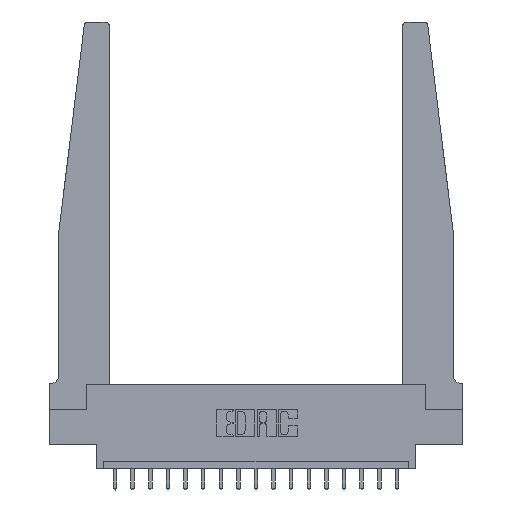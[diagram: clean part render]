
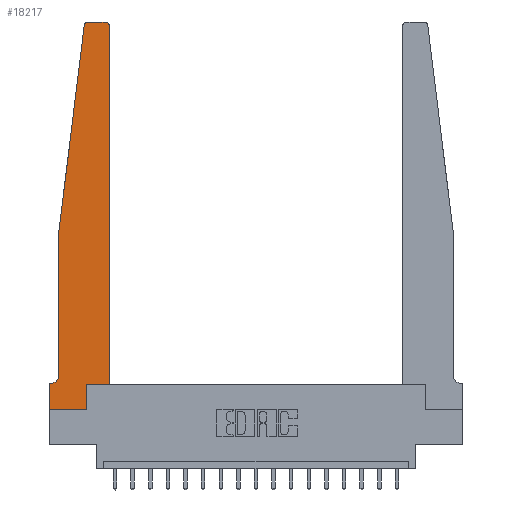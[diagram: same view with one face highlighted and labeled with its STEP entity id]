
A CAD part, top view. The second image highlights one B-rep face of the part: STEP entity #18217.
In plain terms, the highlighted planar face has unit normal (0, 0, 1).
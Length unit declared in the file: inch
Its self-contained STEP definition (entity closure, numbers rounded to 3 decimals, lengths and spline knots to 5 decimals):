
#55 = LINE ( 'NONE', #10130, #14278 ) ;
#363 = CARTESIAN_POINT ( 'NONE',  ( 0., 0.1875, 0.37 ) ) ;
#701 = EDGE_CURVE ( 'NONE', #6285, #15140, #55, .T. ) ;
#721 = CARTESIAN_POINT ( 'NONE',  ( 0., 0., 0.37 ) ) ;
#752 = DIRECTION ( 'NONE',  ( 0., 1., 0. ) ) ;
#954 = CARTESIAN_POINT ( 'NONE',  ( 0.2605, 0.18, 0.37 ) ) ;
#1098 = EDGE_CURVE ( 'NONE', #11949, #13150, #15849, .T. ) ;
#1282 = AXIS2_PLACEMENT_3D ( 'NONE', #15874, #2521, #4168 ) ;
#1327 = ORIENTED_EDGE ( 'NONE', *, *, #701, .T. ) ;
#1523 = LINE ( 'NONE', #16156, #16197 ) ;
#2129 = ORIENTED_EDGE ( 'NONE', *, *, #16443, .T. ) ;
#2388 = EDGE_CURVE ( 'NONE', #4338, #11162, #19150, .T. ) ;
#2461 = LINE ( 'NONE', #17172, #9158 ) ;
#2521 = DIRECTION ( 'NONE',  ( 0., 0., 1. ) ) ;
#2608 = PLANE ( 'NONE',  #1282 ) ;
#2712 = VECTOR ( 'NONE', #752, 39.37008 ) ;
#2726 = VECTOR ( 'NONE', #7563, 39.37008 ) ;
#2847 = EDGE_CURVE ( 'NONE', #13150, #11773, #8377, .T. ) ;
#2954 = DIRECTION ( 'NONE',  ( 0., 0., 1. ) ) ;
#3673 = DIRECTION ( 'NONE',  ( 0., 0., 1. ) ) ;
#3980 = CARTESIAN_POINT ( 'NONE',  ( 0.425, 0.18, 0.37 ) ) ;
#4168 = DIRECTION ( 'NONE',  ( 1., 0., 0. ) ) ;
#4338 = VERTEX_POINT ( 'NONE', #15365 ) ;
#4513 = CARTESIAN_POINT ( 'NONE',  ( 0.395, 2.72, 0.37 ) ) ;
#4717 = VECTOR ( 'NONE', #13504, 39.37008 ) ;
#4774 = VECTOR ( 'NONE', #17957, 39.37008 ) ;
#4903 = LINE ( 'NONE', #7627, #4774 ) ;
#4919 = DIRECTION ( 'NONE',  ( 0., 0., -1. ) ) ;
#4960 = CARTESIAN_POINT ( 'NONE',  ( 0.395, 2.75, 0.37 ) ) ;
#5167 = CARTESIAN_POINT ( 'NONE',  ( 0.2605, 0.18, 0.37 ) ) ;
#5184 = EDGE_CURVE ( 'NONE', #18113, #14683, #4903, .T. ) ;
#5251 = EDGE_CURVE ( 'NONE', #6602, #11949, #2461, .T. ) ;
#5744 = CARTESIAN_POINT ( 'NONE',  ( 0.2605, 0., 0.37 ) ) ;
#6110 = AXIS2_PLACEMENT_3D ( 'NONE', #4513, #2954, #17863 ) ;
#6285 = VERTEX_POINT ( 'NONE', #13570 ) ;
#6410 = CIRCLE ( 'NONE', #17321, 0.03 ) ;
#6484 = CARTESIAN_POINT ( 'NONE',  ( 0.065, 0.1875, 0.37 ) ) ;
#6602 = VERTEX_POINT ( 'NONE', #363 ) ;
#6623 = ORIENTED_EDGE ( 'NONE', *, *, #5184, .T. ) ;
#7302 = ORIENTED_EDGE ( 'NONE', *, *, #2847, .T. ) ;
#7385 = DIRECTION ( 'NONE',  ( -0.122, -0.992, 0. ) ) ;
#7462 = ORIENTED_EDGE ( 'NONE', *, *, #8242, .T. ) ;
#7563 = DIRECTION ( 'NONE',  ( 0., 1., 0. ) ) ;
#7627 = CARTESIAN_POINT ( 'NONE',  ( 0.25, 2.75, 0.37 ) ) ;
#7950 = LINE ( 'NONE', #6484, #4717 ) ;
#8185 = ORIENTED_EDGE ( 'NONE', *, *, #15260, .T. ) ;
#8242 = EDGE_CURVE ( 'NONE', #14683, #6285, #6410, .T. ) ;
#8377 = LINE ( 'NONE', #954, #2712 ) ;
#8828 = ORIENTED_EDGE ( 'NONE', *, *, #1098, .T. ) ;
#9158 = VECTOR ( 'NONE', #14251, 39.37008 ) ;
#9680 = EDGE_CURVE ( 'NONE', #15026, #14706, #17803, .T. ) ;
#9730 = DIRECTION ( 'NONE',  ( 1., 0., 0. ) ) ;
#10044 = EDGE_CURVE ( 'NONE', #14706, #18113, #17319, .T. ) ;
#10130 = CARTESIAN_POINT ( 'NONE',  ( 0.065, 1.25, 0.37 ) ) ;
#10407 = CARTESIAN_POINT ( 'NONE',  ( 0.425, 0.18, 0.37 ) ) ;
#10751 = CARTESIAN_POINT ( 'NONE',  ( 0.015, 0.1875, 0.37 ) ) ;
#10930 = EDGE_LOOP ( 'NONE', ( #6623, #7462, #1327, #2129, #14939, #17930, #16600, #8828, #7302, #8185, #11891, #16016 ) ) ;
#11162 = VERTEX_POINT ( 'NONE', #10751 ) ;
#11318 = CARTESIAN_POINT ( 'NONE',  ( 0.27653, 2.75, 0.37 ) ) ;
#11773 = VERTEX_POINT ( 'NONE', #5167 ) ;
#11868 = CARTESIAN_POINT ( 'NONE',  ( 0.065, 1.25, 0.37 ) ) ;
#11891 = ORIENTED_EDGE ( 'NONE', *, *, #9680, .T. ) ;
#11949 = VERTEX_POINT ( 'NONE', #12852 ) ;
#12140 = CARTESIAN_POINT ( 'NONE',  ( 0.425, 0.18, 0.37 ) ) ;
#12219 = DIRECTION ( 'NONE',  ( -1., 0., 0. ) ) ;
#12621 = AXIS2_PLACEMENT_3D ( 'NONE', #13584, #4919, #12219 ) ;
#12629 = DIRECTION ( 'NONE',  ( 1., 0., 0. ) ) ;
#12852 = CARTESIAN_POINT ( 'NONE',  ( 0., 0., 0.37 ) ) ;
#13026 = CARTESIAN_POINT ( 'NONE',  ( 0.27653, 2.72, 0.37 ) ) ;
#13150 = VERTEX_POINT ( 'NONE', #5744 ) ;
#13504 = DIRECTION ( 'NONE',  ( -1., 0., 0. ) ) ;
#13570 = CARTESIAN_POINT ( 'NONE',  ( 0.24675, 2.72367, 0.37 ) ) ;
#13584 = CARTESIAN_POINT ( 'NONE',  ( 0.015, 0.2375, 0.37 ) ) ;
#14251 = DIRECTION ( 'NONE',  ( 0., -1., 0. ) ) ;
#14278 = VECTOR ( 'NONE', #7385, 39.37008 ) ;
#14683 = VERTEX_POINT ( 'NONE', #11318 ) ;
#14706 = VERTEX_POINT ( 'NONE', #18796 ) ;
#14939 = ORIENTED_EDGE ( 'NONE', *, *, #2388, .T. ) ;
#15026 = VERTEX_POINT ( 'NONE', #3980 ) ;
#15140 = VERTEX_POINT ( 'NONE', #11868 ) ;
#15222 = VECTOR ( 'NONE', #12629, 39.37008 ) ;
#15260 = EDGE_CURVE ( 'NONE', #11773, #15026, #16530, .T. ) ;
#15365 = CARTESIAN_POINT ( 'NONE',  ( 0.065, 0.2375, 0.37 ) ) ;
#15849 = LINE ( 'NONE', #721, #15222 ) ;
#15874 = CARTESIAN_POINT ( 'NONE',  ( 0., 0.1875, 0.37 ) ) ;
#16016 = ORIENTED_EDGE ( 'NONE', *, *, #10044, .T. ) ;
#16156 = CARTESIAN_POINT ( 'NONE',  ( 0.065, 1.25, 0.37 ) ) ;
#16197 = VECTOR ( 'NONE', #17613, 39.37008 ) ;
#16443 = EDGE_CURVE ( 'NONE', #15140, #4338, #1523, .T. ) ;
#16519 = VECTOR ( 'NONE', #16621, 39.37008 ) ;
#16530 = LINE ( 'NONE', #12140, #16519 ) ;
#16600 = ORIENTED_EDGE ( 'NONE', *, *, #5251, .T. ) ;
#16621 = DIRECTION ( 'NONE',  ( 1., 0., 0. ) ) ;
#16635 = EDGE_CURVE ( 'NONE', #11162, #6602, #7950, .T. ) ;
#17172 = CARTESIAN_POINT ( 'NONE',  ( 0., 0., 0.37 ) ) ;
#17319 = CIRCLE ( 'NONE', #6110, 0.03 ) ;
#17321 = AXIS2_PLACEMENT_3D ( 'NONE', #13026, #3673, #9730 ) ;
#17613 = DIRECTION ( 'NONE',  ( 0., -1., 0. ) ) ;
#17803 = LINE ( 'NONE', #10407, #2726 ) ;
#17863 = DIRECTION ( 'NONE',  ( 1., 0., 0. ) ) ;
#17930 = ORIENTED_EDGE ( 'NONE', *, *, #16635, .T. ) ;
#17957 = DIRECTION ( 'NONE',  ( -1., 0., 0. ) ) ;
#18113 = VERTEX_POINT ( 'NONE', #4960 ) ;
#18217 = ADVANCED_FACE ( 'NONE', ( #18978 ), #2608, .T. ) ;
#18796 = CARTESIAN_POINT ( 'NONE',  ( 0.425, 2.72, 0.37 ) ) ;
#18978 = FACE_OUTER_BOUND ( 'NONE', #10930, .T. ) ;
#19150 = CIRCLE ( 'NONE', #12621, 0.05 ) ;
